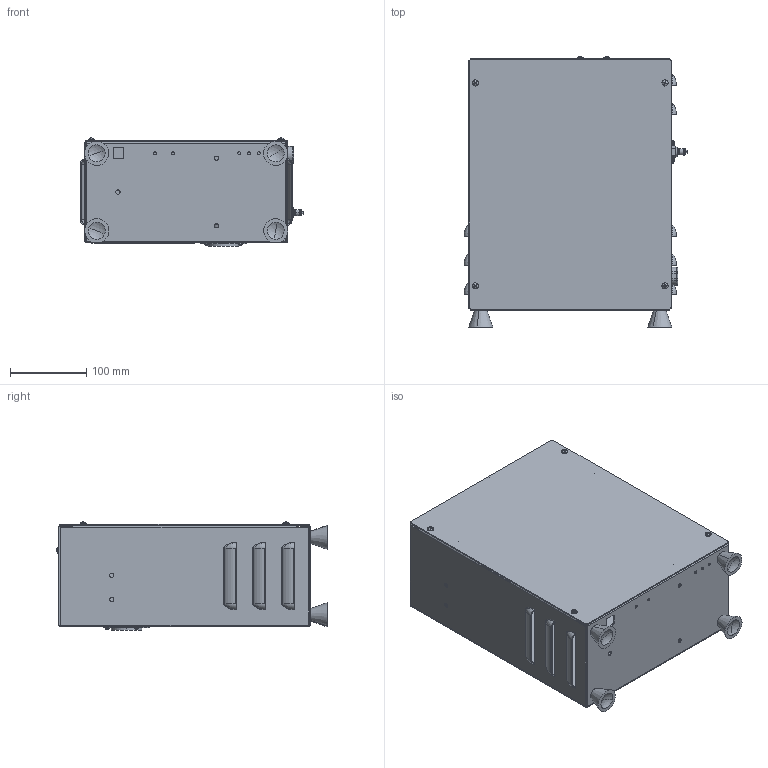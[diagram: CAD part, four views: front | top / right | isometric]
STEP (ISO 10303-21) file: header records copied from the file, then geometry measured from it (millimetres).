
FILE_DESCRIPTION (( 'STEP AP214' ), '1' );
FILE_NAME ('1992010revM.STEP', '2025-06-20T17:30:13', ( '' ), ( '' ), 'SwSTEP 2.0', 'SolidWorks 2023', '' );
FILE_SCHEMA (( 'AUTOMOTIVE_DESIGN' ));
Length unit declared in the file: inch
Products named in the file (12): 6392010_94997A225; AP525; AF713A; BB437; 6985732; 1992010revM; 5530100; 5150004; AE943A; 6985731; 6392125_92005A318; 4125000
Assembly tree (21 placements, depth 2):
  1992010revM
    6985731
    6985732
    AE943A
    5530100
    5150004
    BB437  x4
    AP525  x2
    AF713A  x4
    6392010_94997A225  x3
    6392125_92005A318  x2
    4125000
Bounding box: 294.14 x 355.31 x 142.02 mm (x, y, z)
Volume: 632113.1 mm3; surface area: 749739.7 mm2
Topology: 67 solids, 67 shells, 2585 faces, 6897 edges, 4503 vertices
Faces by surface type: plane 1533, cylinder 738, cone 115, bspline 103, torus 66, sphere 30
Entity records: 78081 total; most frequent: CARTESIAN_POINT 20886, ORIENTED_EDGE 11966, DIRECTION 11270, EDGE_CURVE 5983, VECTOR 4244, LINE 4244, VERTEX_POINT 3906, AXIS2_PLACEMENT_3D 3513
